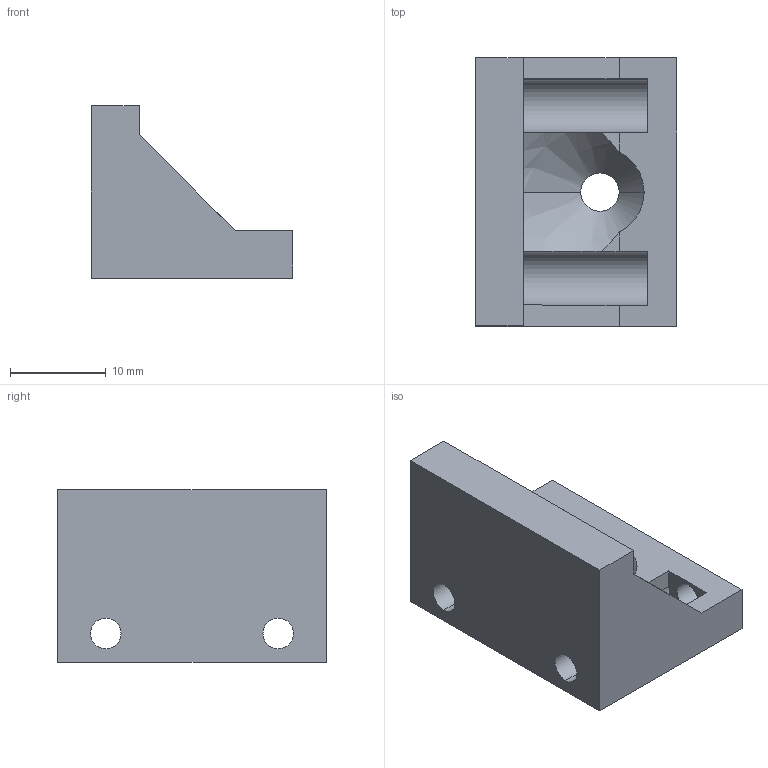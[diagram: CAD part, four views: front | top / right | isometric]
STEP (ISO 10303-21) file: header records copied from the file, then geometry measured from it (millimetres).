
FILE_DESCRIPTION (( 'STEP AP214' ), '1' );
FILE_NAME ('board_hold.STEP', '2023-06-08T19:23:45', ( '' ), ( '' ), 'SwSTEP 2.0', 'SolidWorks 2023', '' );
FILE_SCHEMA (( 'AUTOMOTIVE_DESIGN' ));
Length unit declared in the file: millimetre
Products named in the file (1): board_hold
Bounding box: 21 x 28 x 18 mm (x, y, z)
Volume: 4267 mm3; surface area: 3142.9 mm2
Topology: 1 solids, 1 shells, 32 faces, 91 edges, 60 vertices
Faces by surface type: plane 18, cylinder 12, cone 2
Entity records: 1124 total; most frequent: CARTESIAN_POINT 234, ORIENTED_EDGE 182, DIRECTION 177, EDGE_CURVE 91, VERTEX_POINT 60, VECTOR 59, AXIS2_PLACEMENT_3D 59, LINE 59
